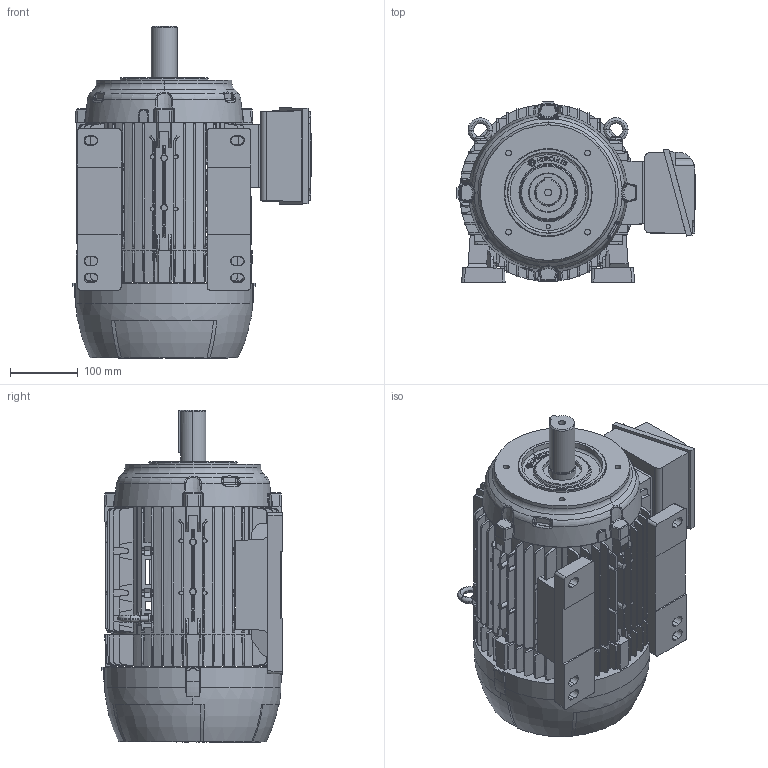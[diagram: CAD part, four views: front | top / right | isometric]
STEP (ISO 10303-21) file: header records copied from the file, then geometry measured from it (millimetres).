
FILE_DESCRIPTION (( 'STEP AP203' ), '1' );
FILE_NAME ('132ML_CP_DI_LEFT.STEP', '2022-07-27T12:16:34', ( '' ), ( '' ), 'SwSTEP 2.0', 'SolidWorks 2020', '' );
FILE_SCHEMA (( 'CONFIG_CONTROL_DESIGN' ));
Products named in the file (1): 132ML_CP_DI_LEFT
Bounding box: 352.04 x 266.9 x 490 mm (x, y, z)
Surface area: 941227 mm2 (no closed solid volume)
Topology: 0 solids, 17 shells, 2040 faces, 6126 edges, 4106 vertices
Faces by surface type: plane 1159, cone 369, bspline 270, cylinder 153, torus 82, sphere 7
Entity records: 80569 total; most frequent: CARTESIAN_POINT 30313, ORIENTED_EDGE 11090, DIRECTION 8858, EDGE_CURVE 6126, VERTEX_POINT 4106, VECTOR 3040, LINE 3040, AXIS2_PLACEMENT_3D 2909
